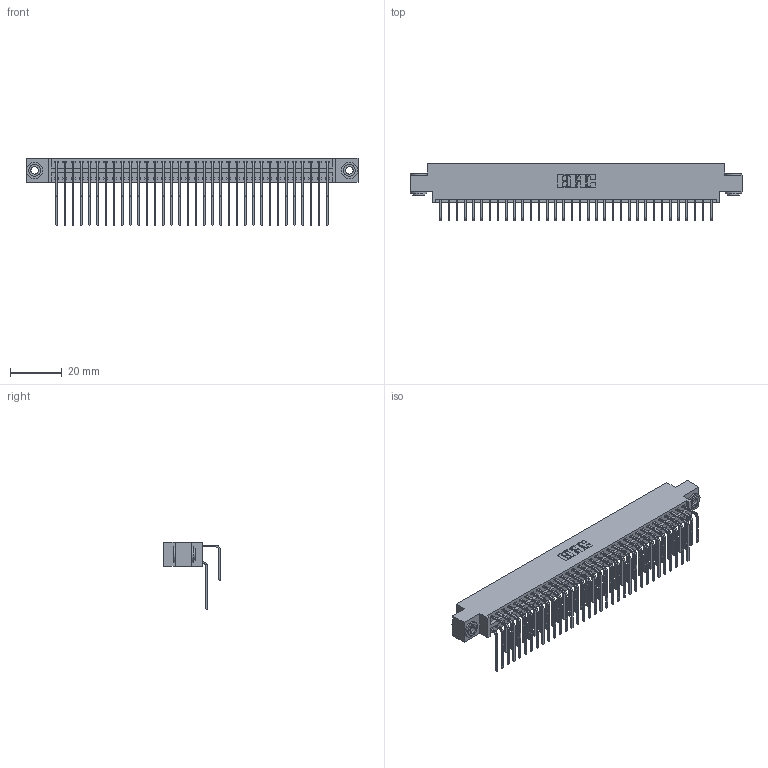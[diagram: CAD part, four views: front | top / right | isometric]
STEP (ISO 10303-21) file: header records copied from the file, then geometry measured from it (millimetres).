
FILE_DESCRIPTION (( 'STEP AP203' ), '1' );
FILE_NAME ('346-068-558-803.STEP', '2022-05-24T20:04:25', ( '' ), ( '' ), 'SwSTEP 2.0', 'SolidWorks 2020', '' );
FILE_SCHEMA (( 'CONFIG_CONTROL_DESIGN' ));
Length unit declared in the file: inch
Products named in the file (5): 346-068-558-803; 345-292-001_558 559 Tail - 1; 345-250-002_345-250-002-102; 346 Part_0.170 Offset - 0.156 Dia-TH; 345-292-001_558 Tail - 2
Assembly tree (71 placements, depth 2):
  346-068-558-803
    346 Part_0.170 Offset - 0.156 Dia-TH
    345-292-001_558 559 Tail - 1  x34
    345-292-001_558 Tail - 2  x34
    345-250-002_345-250-002-102  x2
Bounding box: 128.52 x 22.16 x 26.16 mm (x, y, z)
Volume: 12709.5 mm3; surface area: 19654.6 mm2
Topology: 71 solids, 71 shells, 3850 faces, 11401 edges, 7506 vertices
Faces by surface type: plane 2620, cylinder 1222, cone 8
Entity records: 26248 total; most frequent: CARTESIAN_POINT 4372, ORIENTED_EDGE 4246, DIRECTION 3905, EDGE_CURVE 2123, LINE 1791, VECTOR 1791, VERTEX_POINT 1410, AXIS2_PLACEMENT_3D 1057
